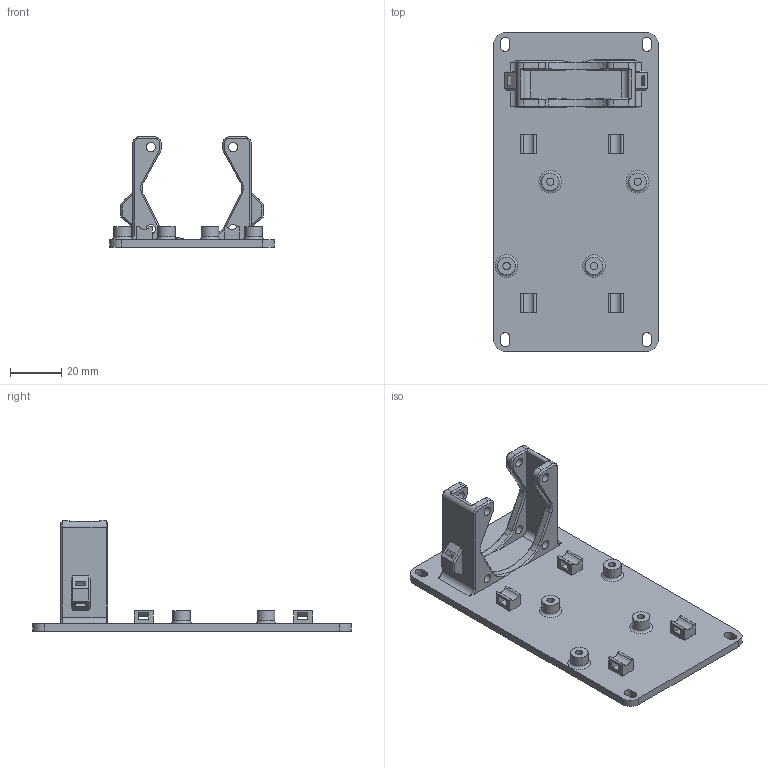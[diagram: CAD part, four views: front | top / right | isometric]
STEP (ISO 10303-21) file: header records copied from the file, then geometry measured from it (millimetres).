
FILE_DESCRIPTION(/* description */ (''),/* implementation_level */ '2;1');
FILE_NAME(/* name */ 'Lower Bay Tray - 40mm Fan and Two Bucks.step',/* time_stamp */ '2022-05-19T09:43:55-05:00',/* author */ (''),/* organization */ (''),/* preprocessor_version */ 'ST-DEVELOPER v18.1',/* originating_system */ 'Autodesk Translation Framework v10.14.0.1471',/* authorisation */ '');
FILE_SCHEMA (('AUTOMOTIVE_DESIGN { 1 0 10303 214 3 1 1 }'));
Length unit declared in the file: millimetre
Products named in the file (1): Lower Bay Tray - 40mm Fan and Two Bucks
Bounding box: 64 x 124 x 43 mm (x, y, z)
Volume: 32254.6 mm3; surface area: 23706.3 mm2
Topology: 1 solids, 1 shells, 268 faces, 663 edges, 412 vertices
Faces by surface type: plane 138, cylinder 78, cone 48, torus 4
Full cylindrical faces by diameter (mm): 2.85 x4, 3.6 x8, 6.85 x4
Entity records: 7960 total; most frequent: DIRECTION 1409, CARTESIAN_POINT 1376, ORIENTED_EDGE 1326, EDGE_CURVE 663, AXIS2_PLACEMENT_3D 493, LINE 423, VECTOR 423, VERTEX_POINT 412
